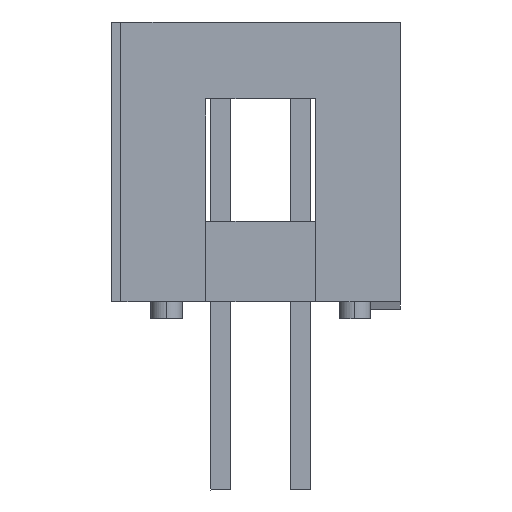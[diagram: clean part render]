
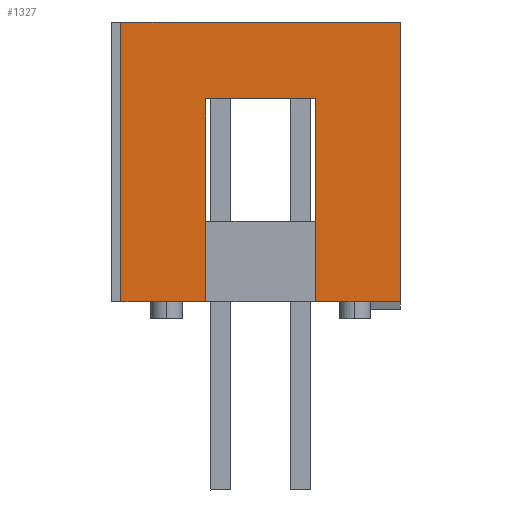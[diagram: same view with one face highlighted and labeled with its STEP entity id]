
A CAD part, left-side view. The second image highlights one B-rep face of the part: STEP entity #1327.
In plain terms, the highlighted free-form (B-spline) face has degree [1, 1] with [2, 2] control points.
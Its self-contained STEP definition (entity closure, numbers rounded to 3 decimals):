
#833=EDGE_CURVE('E143',#884,#1421,#2389,.T.);
#837=EDGE_CURVE('E144',#1421,#1785,#2393,.T.);
#884=VERTEX_POINT('V103',#2444);
#945=VERTEX_POINT('V54',#2511);
#1231=EDGE_CURVE('E126',#1908,#2274,#2823,.T.);
#1305=EDGE_CURVE('E114',#1745,#1908,#2901,.T.);
#1327=ADVANCED_FACE('F48',(#2925),#2926,.T.);
#1421=VERTEX_POINT('V104',#3033);
#1521=EDGE_CURVE('E128',#2210,#1745,#3142,.T.);
#1745=VERTEX_POINT('V88',#3398);
#1785=VERTEX_POINT('V55',#3447);
#1908=VERTEX_POINT('V86',#3581);
#1976=EDGE_CURVE('E142',#2274,#884,#3652,.T.);
#2000=EDGE_CURVE('E68',#945,#1785,#3677,.T.);
#2070=EDGE_CURVE('E145',#945,#2210,#3752,.T.);
#2210=VERTEX_POINT('V99',#3900);
#2274=VERTEX_POINT('V95',#3972);
#2389=B_SPLINE_CURVE_WITH_KNOTS('',1,(#4125,#4126),.UNSPECIFIED.,.F.,.F.,(2,2),(0.0,1.0),.UNSPECIFIED.);
#2393=B_SPLINE_CURVE_WITH_KNOTS('',1,(#4131,#4132),.UNSPECIFIED.,.F.,.F.,(2,2),(0.0,1.0),.UNSPECIFIED.);
#2444=CARTESIAN_POINT('',(-20.32,-4.45,-8.9));
#2511=CARTESIAN_POINT('',(-20.32,4.45,-8.9));
#2823=B_SPLINE_CURVE_WITH_KNOTS('',1,(#5026,#5027),.UNSPECIFIED.,.F.,.F.,(2,2),(0.0,1.843),.UNSPECIFIED.);
#2901=B_SPLINE_CURVE_WITH_KNOTS('',1,(#5190,#5191),.UNSPECIFIED.,.F.,.F.,(2,2),(0.0,1.0),.UNSPECIFIED.);
#2925=FACE_OUTER_BOUND('',#5256,.T.);
#2926=B_SPLINE_SURFACE_WITH_KNOTS('',1,1,((#5257,#5258),(#5259,#5260)),.UNSPECIFIED.,.F.,.F.,.F.,(2,2),(2,2),(0.0,1.0),(0.0,1.0),.UNSPECIFIED.);
#3033=CARTESIAN_POINT('',(-20.32,-4.45,0.0));
#3142=B_SPLINE_CURVE_WITH_KNOTS('',1,(#5710,#5711),.UNSPECIFIED.,.F.,.F.,(2,2),(0.0,5.244),.UNSPECIFIED.);
#3398=CARTESIAN_POINT('',(-20.32,1.75,-2.45));
#3447=CARTESIAN_POINT('',(-20.32,4.45,0.0));
#3581=CARTESIAN_POINT('',(-20.32,-1.75,-2.45));
#3652=B_SPLINE_CURVE_WITH_KNOTS('',1,(#6715,#6716),.UNSPECIFIED.,.F.,.F.,(2,2),(0.697,1.0),.UNSPECIFIED.);
#3677=B_SPLINE_CURVE_WITH_KNOTS('',1,(#6755,#6756),.UNSPECIFIED.,.F.,.F.,(2,2),(0.0,4.363),.UNSPECIFIED.);
#3752=B_SPLINE_CURVE_WITH_KNOTS('',1,(#6908,#6909),.UNSPECIFIED.,.F.,.F.,(2,2),(0.0,0.303),.UNSPECIFIED.);
#3900=CARTESIAN_POINT('',(-20.32,1.75,-8.9));
#3972=CARTESIAN_POINT('',(-20.32,-1.75,-8.9));
#4125=CARTESIAN_POINT('',(-20.32,-4.45,-8.9));
#4126=CARTESIAN_POINT('',(-20.32,-4.45,0.0));
#4131=CARTESIAN_POINT('',(-20.32,-4.45,0.0));
#4132=CARTESIAN_POINT('',(-20.32,4.45,0.0));
#5026=CARTESIAN_POINT('',(-20.32,-1.75,-2.45));
#5027=CARTESIAN_POINT('',(-20.32,-1.75,-8.9));
#5190=CARTESIAN_POINT('',(-20.32,1.75,-2.45));
#5191=CARTESIAN_POINT('',(-20.32,-1.75,-2.45));
#5256=EDGE_LOOP('',(#7707,#7708,#7709,#7710,#7711,#7712,#7713,#7714));
#5257=CARTESIAN_POINT('',(-20.32,4.45,-8.9));
#5258=CARTESIAN_POINT('',(-20.32,4.45,0.0));
#5259=CARTESIAN_POINT('',(-20.32,-4.45,-8.9));
#5260=CARTESIAN_POINT('',(-20.32,-4.45,0.0));
#5710=CARTESIAN_POINT('',(-20.32,1.75,-8.9));
#5711=CARTESIAN_POINT('',(-20.32,1.75,-2.45));
#6715=CARTESIAN_POINT('',(-20.32,-1.75,-8.9));
#6716=CARTESIAN_POINT('',(-20.32,-4.45,-8.9));
#6755=CARTESIAN_POINT('',(-20.32,4.45,-8.9));
#6756=CARTESIAN_POINT('',(-20.32,4.45,0.0));
#6908=CARTESIAN_POINT('',(-20.32,4.45,-8.9));
#6909=CARTESIAN_POINT('',(-20.32,1.75,-8.9));
#7707=ORIENTED_EDGE('',*,*,#1305,.T.);
#7708=ORIENTED_EDGE('',*,*,#1231,.T.);
#7709=ORIENTED_EDGE('',*,*,#1976,.T.);
#7710=ORIENTED_EDGE('',*,*,#833,.T.);
#7711=ORIENTED_EDGE('',*,*,#837,.T.);
#7712=ORIENTED_EDGE('',*,*,#2000,.F.);
#7713=ORIENTED_EDGE('',*,*,#2070,.T.);
#7714=ORIENTED_EDGE('',*,*,#1521,.T.);
